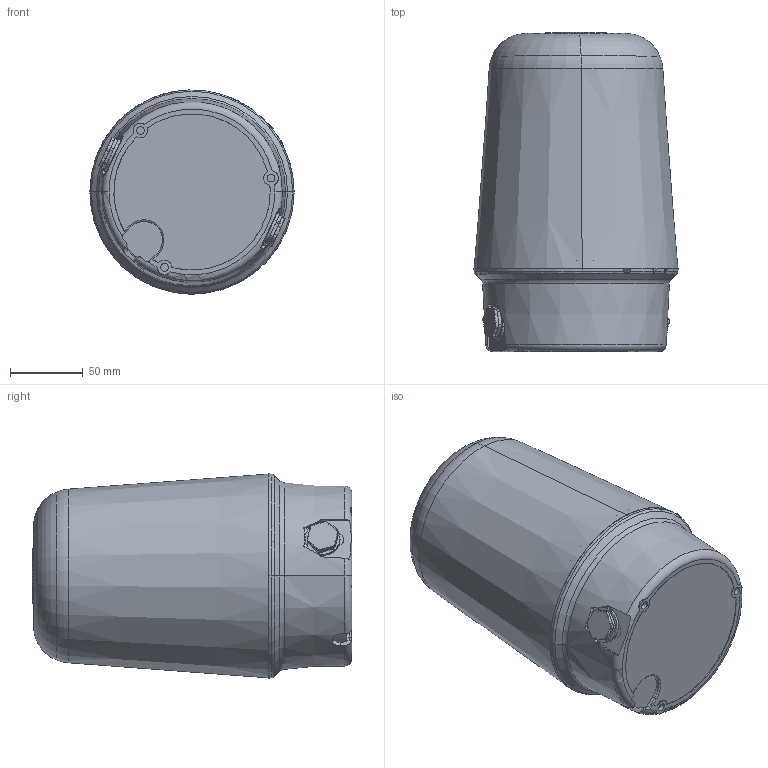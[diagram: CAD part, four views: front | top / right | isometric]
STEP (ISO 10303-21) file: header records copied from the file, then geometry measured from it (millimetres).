
FILE_DESCRIPTION (( 'STEP AP214' ), '1' );
FILE_NAME ('SK0012.STEP', '2016-12-13T11:07:47', ( 'User' ), ( '' ), 'SwSTEP 2.0', 'SolidWorks 2017', '' );
FILE_SCHEMA (( 'AUTOMOTIVE_DESIGN' ));
Length unit declared in the file: millimetre
Products named in the file (1): SK0012
Bounding box: 140 x 219 x 139.96 mm (x, y, z)
Volume: 2986135.9 mm3; surface area: 188615 mm2
Topology: 6 solids, 17 shells, 526 faces, 1385 edges, 897 vertices
Faces by surface type: cylinder 155, plane 142, cone 106, bspline 91, torus 30, sphere 2
Entity records: 26079 total; most frequent: CARTESIAN_POINT 8006, ORIENTED_EDGE 2762, DIRECTION 2328, EDGE_CURVE 1381, AXIS2_PLACEMENT_3D 963, VERTEX_POINT 897, EDGE_LOOP 566, UNCERTAINTY_MEASURE_WITH_UNIT 534
